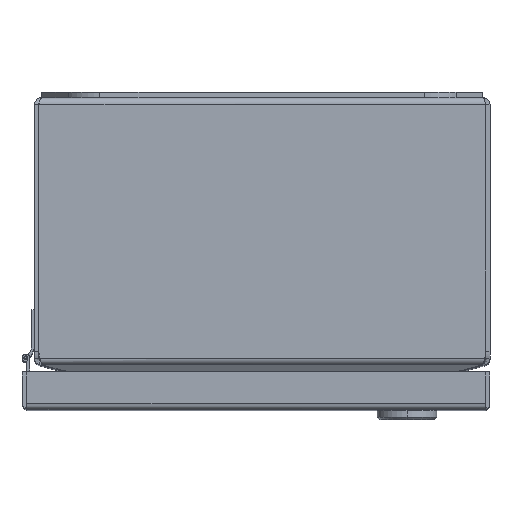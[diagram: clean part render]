
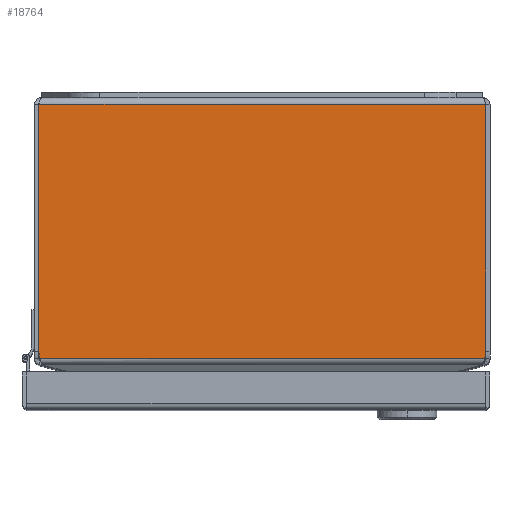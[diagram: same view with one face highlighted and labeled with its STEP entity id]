
A CAD part, top view. The second image highlights one B-rep face of the part: STEP entity #18764.
In plain terms, the highlighted planar face has unit normal (0, 0, 1).
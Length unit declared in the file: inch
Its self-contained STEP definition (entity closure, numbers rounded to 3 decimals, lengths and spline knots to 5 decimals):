
#297 = ORIENTED_EDGE ( 'NONE', *, *, #17724, .F. ) ;
#484 = CARTESIAN_POINT ( 'NONE',  ( -2.94289, 0., 4. ) ) ;
#601 = CARTESIAN_POINT ( 'NONE',  ( 20.527, 0., 4. ) ) ;
#762 = DIRECTION ( 'NONE',  ( 0., 1., 0. ) ) ;
#844 = DIRECTION ( 'NONE',  ( -1., 0., 0. ) ) ;
#1066 = CARTESIAN_POINT ( 'NONE',  ( 20.527, -3.43401, 4. ) ) ;
#1096 = CARTESIAN_POINT ( 'NONE',  ( 2.66189, -3.33953, 4. ) ) ;
#1726 = VECTOR ( 'NONE', #14497, 39.37008 ) ;
#2310 = DIRECTION ( 'NONE',  ( 0., 1., 0. ) ) ;
#2550 = DIRECTION ( 'NONE',  ( 1., 0., 0. ) ) ;
#2931 = VERTEX_POINT ( 'NONE', #16804 ) ;
#3482 = VERTEX_POINT ( 'NONE', #15488 ) ;
#3959 = EDGE_CURVE ( 'NONE', #3482, #16731, #7837, .T. ) ;
#4184 = ORIENTED_EDGE ( 'NONE', *, *, #3959, .F. ) ;
#6355 = ORIENTED_EDGE ( 'NONE', *, *, #19462, .F. ) ;
#6631 = EDGE_LOOP ( 'NONE', ( #21419, #17958, #4184, #297, #6355, #13378 ) ) ;
#6676 = CARTESIAN_POINT ( 'NONE',  ( 2.94289, -0.086, 4. ) ) ;
#6974 = AXIS2_PLACEMENT_3D ( 'NONE', #10567, #10795, #8734 ) ;
#7837 = LINE ( 'NONE', #11061, #18047 ) ;
#8734 = DIRECTION ( 'NONE',  ( 0., 1., 0. ) ) ;
#8866 = CARTESIAN_POINT ( 'NONE',  ( 2.94289, -3.33953, 4. ) ) ;
#9199 = PLANE ( 'NONE',  #12518 ) ;
#9770 = VECTOR ( 'NONE', #844, 39.37008 ) ;
#10456 = EDGE_CURVE ( 'NONE', #18734, #10801, #20309, .T. ) ;
#10567 = CARTESIAN_POINT ( 'NONE',  ( -2.66189, -3.33953, 4. ) ) ;
#10795 = DIRECTION ( 'NONE',  ( 0., 0., -1. ) ) ;
#10801 = VERTEX_POINT ( 'NONE', #21305 ) ;
#11061 = CARTESIAN_POINT ( 'NONE',  ( -2.914, -0.086, 4. ) ) ;
#11071 = CARTESIAN_POINT ( 'NONE',  ( -2.92653, -3.43401, 4. ) ) ;
#11990 = VERTEX_POINT ( 'NONE', #11071 ) ;
#12426 = FACE_OUTER_BOUND ( 'NONE', #6631, .T. ) ;
#12518 = AXIS2_PLACEMENT_3D ( 'NONE', #601, #19445, #2310 ) ;
#13041 = DIRECTION ( 'NONE',  ( 0., 0., -1. ) ) ;
#13378 = ORIENTED_EDGE ( 'NONE', *, *, #17601, .F. ) ;
#13957 = CIRCLE ( 'NONE', #6974, 0.281 ) ;
#14497 = DIRECTION ( 'NONE',  ( 0., 1., 0. ) ) ;
#14564 = DIRECTION ( 'NONE',  ( 0., -1., 0. ) ) ;
#15488 = CARTESIAN_POINT ( 'NONE',  ( -2.94289, -0.086, 4. ) ) ;
#16291 = CARTESIAN_POINT ( 'NONE',  ( 2.94289, 0., 4. ) ) ;
#16731 = VERTEX_POINT ( 'NONE', #6676 ) ;
#16804 = CARTESIAN_POINT ( 'NONE',  ( -2.94289, -3.33953, 4. ) ) ;
#16811 = LINE ( 'NONE', #1066, #9770 ) ;
#17387 = AXIS2_PLACEMENT_3D ( 'NONE', #1096, #13041, #762 ) ;
#17601 = EDGE_CURVE ( 'NONE', #10801, #11990, #16811, .T. ) ;
#17724 = EDGE_CURVE ( 'NONE', #2931, #3482, #17941, .T. ) ;
#17941 = LINE ( 'NONE', #484, #1726 ) ;
#17958 = ORIENTED_EDGE ( 'NONE', *, *, #21891, .F. ) ;
#18047 = VECTOR ( 'NONE', #2550, 39.37008 ) ;
#18734 = VERTEX_POINT ( 'NONE', #8866 ) ;
#18764 = ADVANCED_FACE ( 'NONE', ( #12426 ), #9199, .F. ) ;
#19445 = DIRECTION ( 'NONE',  ( 0., 0., -1. ) ) ;
#19462 = EDGE_CURVE ( 'NONE', #11990, #2931, #13957, .T. ) ;
#20171 = VECTOR ( 'NONE', #14564, 39.37008 ) ;
#20309 = CIRCLE ( 'NONE', #17387, 0.281 ) ;
#21122 = LINE ( 'NONE', #16291, #20171 ) ;
#21305 = CARTESIAN_POINT ( 'NONE',  ( 2.92653, -3.43401, 4. ) ) ;
#21419 = ORIENTED_EDGE ( 'NONE', *, *, #10456, .F. ) ;
#21891 = EDGE_CURVE ( 'NONE', #16731, #18734, #21122, .T. ) ;
